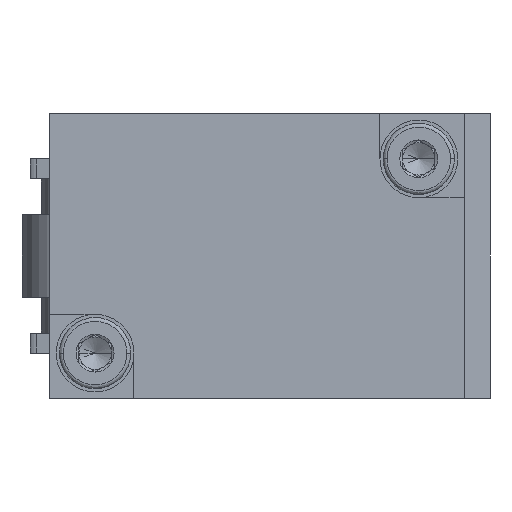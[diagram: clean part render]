
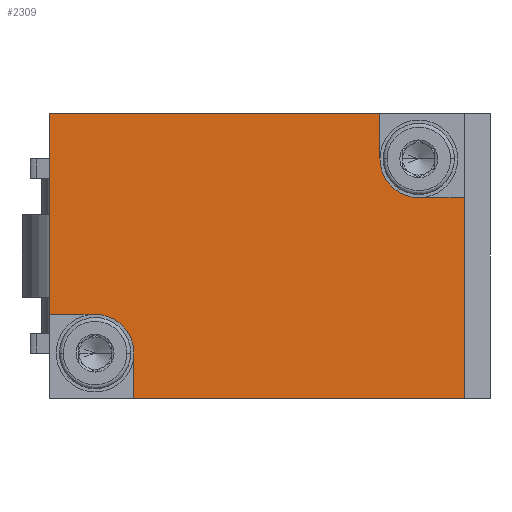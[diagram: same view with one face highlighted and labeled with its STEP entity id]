
A CAD part, front view. The second image highlights one B-rep face of the part: STEP entity #2309.
In plain terms, the highlighted planar face has unit normal (0, -1, 0).
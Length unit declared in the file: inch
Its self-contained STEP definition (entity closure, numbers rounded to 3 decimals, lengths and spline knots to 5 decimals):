
#4 = CARTESIAN_POINT ( 'NONE',  ( -0.62992, 0., -0.17717 ) ) ;
#102 = PLANE ( 'NONE',  #902 ) ;
#203 = VECTOR ( 'NONE', #4586, 39.37008 ) ;
#205 = DIRECTION ( 'NONE',  ( 0., -1., 0. ) ) ;
#260 = CARTESIAN_POINT ( 'NONE',  ( 0.62992, 0., -0.43307 ) ) ;
#387 = CIRCLE ( 'NONE', #5720, 0.11811 ) ;
#881 = EDGE_CURVE ( 'NONE', #2575, #1055, #387, .T. ) ;
#902 = AXIS2_PLACEMENT_3D ( 'NONE', #8059, #8822, #1527 ) ;
#1055 = VERTEX_POINT ( 'NONE', #6965 ) ;
#1082 = EDGE_CURVE ( 'NONE', #1055, #3276, #1381, .T. ) ;
#1201 = ORIENTED_EDGE ( 'NONE', *, *, #1555, .T. ) ;
#1289 = EDGE_CURVE ( 'NONE', #7611, #3067, #8273, .T. ) ;
#1321 = DIRECTION ( 'NONE',  ( 0., 0., -1. ) ) ;
#1381 = LINE ( 'NONE', #4, #7089 ) ;
#1399 = CARTESIAN_POINT ( 'NONE',  ( 0.62992, 0., 0.43307 ) ) ;
#1454 = LINE ( 'NONE', #3748, #6653 ) ;
#1503 = CARTESIAN_POINT ( 'NONE',  ( -0.62992, 0., -0.43307 ) ) ;
#1527 = DIRECTION ( 'NONE',  ( 0., 0., -1. ) ) ;
#1555 = EDGE_CURVE ( 'NONE', #7515, #3276, #5799, .T. ) ;
#1556 = EDGE_CURVE ( 'NONE', #7611, #2575, #1454, .T. ) ;
#1714 = VERTEX_POINT ( 'NONE', #8401 ) ;
#1719 = ORIENTED_EDGE ( 'NONE', *, *, #1556, .F. ) ;
#1747 = CARTESIAN_POINT ( 'NONE',  ( 0.62992, 0., -0.43307 ) ) ;
#1854 = ORIENTED_EDGE ( 'NONE', *, *, #4741, .T. ) ;
#1909 = CARTESIAN_POINT ( 'NONE',  ( -0.62992, 0., -0.17717 ) ) ;
#1997 = VECTOR ( 'NONE', #4319, 39.37008 ) ;
#2163 = DIRECTION ( 'NONE',  ( 0., 0., -1. ) ) ;
#2309 = ADVANCED_FACE ( 'NONE', ( #8241 ), #102, .F. ) ;
#2442 = CARTESIAN_POINT ( 'NONE',  ( -0.37402, 0., -0.43307 ) ) ;
#2444 = DIRECTION ( 'NONE',  ( 0., -1., 0. ) ) ;
#2546 = EDGE_CURVE ( 'NONE', #1714, #7381, #9383, .T. ) ;
#2575 = VERTEX_POINT ( 'NONE', #8662 ) ;
#2913 = CARTESIAN_POINT ( 'NONE',  ( -0.62992, 0., 0.43307 ) ) ;
#3067 = VERTEX_POINT ( 'NONE', #260 ) ;
#3134 = LINE ( 'NONE', #7522, #3311 ) ;
#3276 = VERTEX_POINT ( 'NONE', #1909 ) ;
#3311 = VECTOR ( 'NONE', #9083, 39.37008 ) ;
#3706 = CARTESIAN_POINT ( 'NONE',  ( 0.62992, 0., 0.17717 ) ) ;
#3748 = CARTESIAN_POINT ( 'NONE',  ( -0.37402, 0., -0.43307 ) ) ;
#4036 = CARTESIAN_POINT ( 'NONE',  ( 0.49213, 0., 0.17717 ) ) ;
#4319 = DIRECTION ( 'NONE',  ( 0., 0., 1. ) ) ;
#4586 = DIRECTION ( 'NONE',  ( -1., 0., 0. ) ) ;
#4741 = EDGE_CURVE ( 'NONE', #1714, #7515, #6690, .T. ) ;
#5011 = VECTOR ( 'NONE', #1321, 39.37008 ) ;
#5085 = EDGE_LOOP ( 'NONE', ( #7806, #7856, #1854, #1201, #6934, #6330, #1719, #8466, #7821, #7091 ) ) ;
#5360 = DIRECTION ( 'NONE',  ( 0., 0., 1. ) ) ;
#5537 = VERTEX_POINT ( 'NONE', #3706 ) ;
#5720 = AXIS2_PLACEMENT_3D ( 'NONE', #7500, #2444, #5360 ) ;
#5799 = LINE ( 'NONE', #1503, #7569 ) ;
#5933 = EDGE_CURVE ( 'NONE', #3067, #5537, #7933, .T. ) ;
#6064 = CIRCLE ( 'NONE', #7430, 0.11811 ) ;
#6114 = CARTESIAN_POINT ( 'NONE',  ( 0.49213, 0., 0.29528 ) ) ;
#6330 = ORIENTED_EDGE ( 'NONE', *, *, #881, .F. ) ;
#6456 = CARTESIAN_POINT ( 'NONE',  ( -0.62992, 0., 0.43307 ) ) ;
#6653 = VECTOR ( 'NONE', #6661, 39.37008 ) ;
#6661 = DIRECTION ( 'NONE',  ( 0., 0., 1. ) ) ;
#6690 = LINE ( 'NONE', #2913, #203 ) ;
#6850 = VERTEX_POINT ( 'NONE', #4036 ) ;
#6893 = EDGE_CURVE ( 'NONE', #6850, #5537, #3134, .T. ) ;
#6934 = ORIENTED_EDGE ( 'NONE', *, *, #1082, .F. ) ;
#6965 = CARTESIAN_POINT ( 'NONE',  ( -0.49213, 0., -0.17717 ) ) ;
#6977 = CARTESIAN_POINT ( 'NONE',  ( 0.37402, 0., 0.29528 ) ) ;
#7089 = VECTOR ( 'NONE', #7297, 39.37008 ) ;
#7091 = ORIENTED_EDGE ( 'NONE', *, *, #6893, .F. ) ;
#7287 = CARTESIAN_POINT ( 'NONE',  ( 0.37402, 0., -0.43307 ) ) ;
#7297 = DIRECTION ( 'NONE',  ( -1., 0., 0. ) ) ;
#7381 = VERTEX_POINT ( 'NONE', #6977 ) ;
#7430 = AXIS2_PLACEMENT_3D ( 'NONE', #6114, #205, #7451 ) ;
#7451 = DIRECTION ( 'NONE',  ( 0., 0., 1. ) ) ;
#7500 = CARTESIAN_POINT ( 'NONE',  ( -0.49213, 0., -0.29528 ) ) ;
#7515 = VERTEX_POINT ( 'NONE', #6456 ) ;
#7522 = CARTESIAN_POINT ( 'NONE',  ( 0.62992, 0., 0.17717 ) ) ;
#7569 = VECTOR ( 'NONE', #2163, 39.37008 ) ;
#7611 = VERTEX_POINT ( 'NONE', #2442 ) ;
#7806 = ORIENTED_EDGE ( 'NONE', *, *, #8867, .F. ) ;
#7821 = ORIENTED_EDGE ( 'NONE', *, *, #5933, .T. ) ;
#7856 = ORIENTED_EDGE ( 'NONE', *, *, #2546, .F. ) ;
#7933 = LINE ( 'NONE', #1399, #1997 ) ;
#8059 = CARTESIAN_POINT ( 'NONE',  ( 0.62992, 0., -0.43307 ) ) ;
#8241 = FACE_OUTER_BOUND ( 'NONE', #5085, .T. ) ;
#8273 = LINE ( 'NONE', #1747, #9069 ) ;
#8322 = DIRECTION ( 'NONE',  ( 1., 0., 0. ) ) ;
#8401 = CARTESIAN_POINT ( 'NONE',  ( 0.37402, 0., 0.43307 ) ) ;
#8466 = ORIENTED_EDGE ( 'NONE', *, *, #1289, .T. ) ;
#8662 = CARTESIAN_POINT ( 'NONE',  ( -0.37402, 0., -0.29528 ) ) ;
#8822 = DIRECTION ( 'NONE',  ( 0., 1., 0. ) ) ;
#8867 = EDGE_CURVE ( 'NONE', #7381, #6850, #6064, .T. ) ;
#9069 = VECTOR ( 'NONE', #8322, 39.37008 ) ;
#9083 = DIRECTION ( 'NONE',  ( 1., 0., 0. ) ) ;
#9383 = LINE ( 'NONE', #7287, #5011 ) ;
